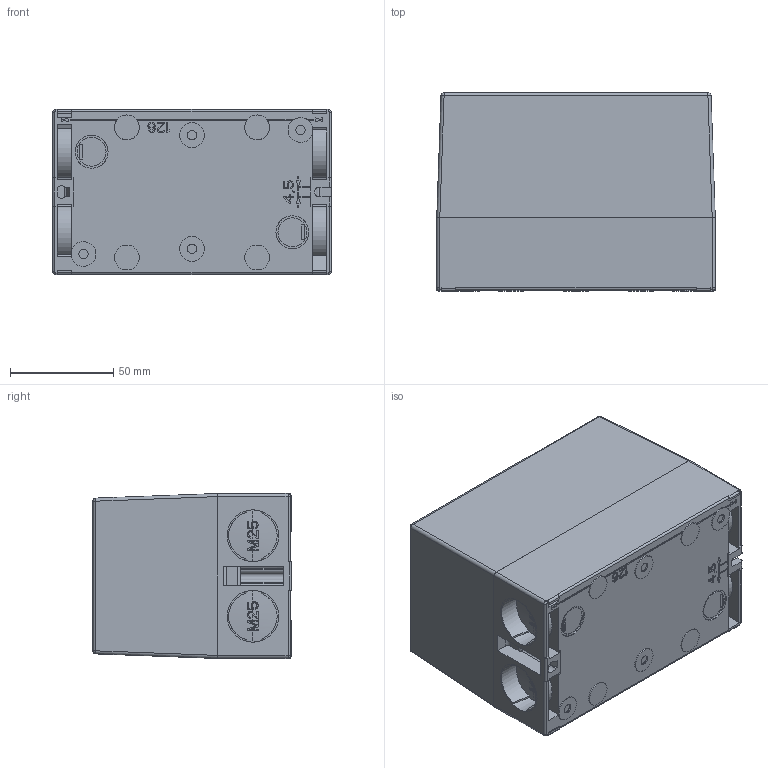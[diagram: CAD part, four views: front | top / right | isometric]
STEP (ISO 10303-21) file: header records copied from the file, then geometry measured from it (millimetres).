
FILE_DESCRIPTION((''),'2;1');
FILE_NAME('O-41_004600190_ASM','2021-07-28T',('marketing.praksa'),('Audax d.o.o.'),'CREO PARAMETRIC BY PTC INC, 2017480','CREO PARAMETRIC BY PTC INC, 2017480','');
FILE_SCHEMA(('AUTOMOTIVE_DESIGN { 1 0 10303 214 1 1 1 1 }'));
Products named in the file (4): 37425415_20; 37422155_16; PRT9542; O-41_004600190_ASM
Assembly tree (3 placements, depth 2):
  O-41_004600190_ASM
    37425415_20
    37422155_16
    PRT9542
Bounding box: 134.85 x 95.92 x 79.85 mm (x, y, z)
Volume: 152540.7 mm3; surface area: 152375.1 mm2
Topology: 5 solids, 9 shells, 1836 faces, 5171 edges, 3435 vertices
Faces by surface type: plane 1371, cylinder 344, cone 56, sphere 30, torus 30, bspline 4, extrusion 1
Entity records: 88358 total; most frequent: CARTESIAN_POINT 11278, ORIENTED_EDGE 10274, DIRECTION 9988, PRESENTATION_STYLE_ASSIGNMENT 6987, STYLED_ITEM 6987, CURVE_STYLE 5142, EDGE_CURVE 5141, VECTOR 3642
